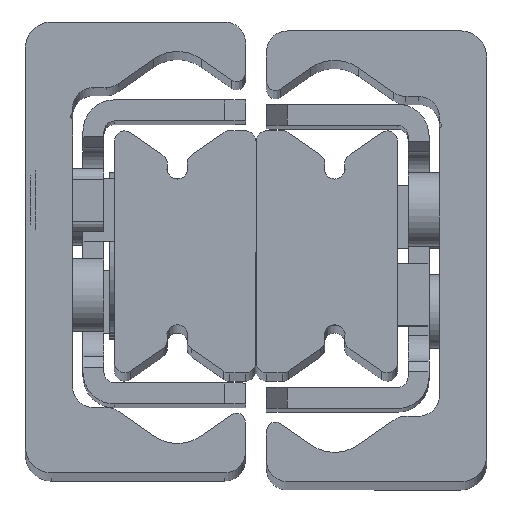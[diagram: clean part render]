
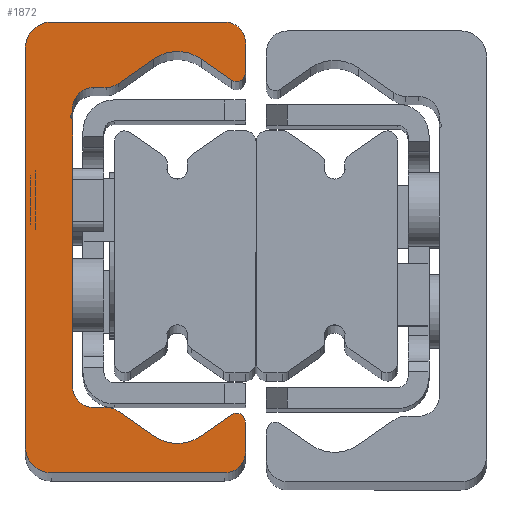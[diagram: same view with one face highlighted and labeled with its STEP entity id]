
A CAD part, top view. The second image highlights one B-rep face of the part: STEP entity #1872.
In plain terms, the highlighted planar face has unit normal (0, 0, 1).
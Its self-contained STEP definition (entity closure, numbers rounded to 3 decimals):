
#848=CARTESIAN_POINT('',(2.499,0.,450.0));
#849=VERTEX_POINT('',#848);
#850=CARTESIAN_POINT('',(-0.001,2.5,450.0));
#851=VERTEX_POINT('',#850);
#852=CARTESIAN_POINT('',(2.499,2.5,450.0));
#853=DIRECTION('',(0.0,0.0,-1.0));
#854=DIRECTION('',(-1.0,0.0,0.0));
#855=AXIS2_PLACEMENT_3D('',#852,#853,#854);
#856=CIRCLE('',#855,2.5);
#857=EDGE_CURVE('',#849,#851,#856,.T.);
#890=CARTESIAN_POINT('',(-0.001,40.5,450.0));
#891=VERTEX_POINT('',#890);
#892=CARTESIAN_POINT('',(-0.001,2.5,450.0));
#893=DIRECTION('',(0.0,1.0,0.0));
#894=VECTOR('',#893,38.);
#895=LINE('',#892,#894);
#896=EDGE_CURVE('',#851,#891,#895,.T.);
#951=CARTESIAN_POINT('',(2.499,43.0,450.0));
#952=VERTEX_POINT('',#951);
#953=CARTESIAN_POINT('',(2.499,40.5,450.0));
#954=DIRECTION('',(0.0,0.0,-1.0));
#955=DIRECTION('',(0.0,1.0,0.0));
#956=AXIS2_PLACEMENT_3D('',#953,#954,#955);
#957=CIRCLE('',#956,2.5);
#958=EDGE_CURVE('',#891,#952,#957,.T.);
#984=CARTESIAN_POINT('',(18.999,43.0,450.0));
#985=VERTEX_POINT('',#984);
#986=CARTESIAN_POINT('',(2.499,43.0,450.0));
#987=DIRECTION('',(1.0,0.0,0.0));
#988=VECTOR('',#987,16.5);
#989=LINE('',#986,#988);
#990=EDGE_CURVE('',#952,#985,#989,.T.);
#1015=CARTESIAN_POINT('',(20.999,41.0,450.0));
#1016=VERTEX_POINT('',#1015);
#1017=CARTESIAN_POINT('',(18.999,41.0,450.0));
#1018=DIRECTION('',(0.0,0.0,-1.0));
#1019=DIRECTION('',(1.0,0.0,0.0));
#1020=AXIS2_PLACEMENT_3D('',#1017,#1018,#1019);
#1021=CIRCLE('',#1020,2.);
#1022=EDGE_CURVE('',#985,#1016,#1021,.T.);
#1048=CARTESIAN_POINT('',(20.999,38.15,450.0));
#1049=VERTEX_POINT('',#1048);
#1050=CARTESIAN_POINT('',(20.999,41.0,450.0));
#1051=DIRECTION('',(0.0,-1.0,0.0));
#1052=VECTOR('',#1051,2.85);
#1053=LINE('',#1050,#1052);
#1054=EDGE_CURVE('',#1016,#1049,#1053,.T.);
#1079=CARTESIAN_POINT('',(19.662,37.453,450.0));
#1080=VERTEX_POINT('',#1079);
#1081=CARTESIAN_POINT('',(20.149,38.15,450.0));
#1082=DIRECTION('',(0.0,0.0,-1.0));
#1083=DIRECTION('',(-0.574,-0.819,0.0));
#1084=AXIS2_PLACEMENT_3D('',#1081,#1082,#1083);
#1085=CIRCLE('',#1084,0.85);
#1086=EDGE_CURVE('',#1049,#1080,#1085,.T.);
#1112=CARTESIAN_POINT('',(16.794,39.462,450.0));
#1113=VERTEX_POINT('',#1112);
#1114=CARTESIAN_POINT('',(19.662,37.453,450.0));
#1115=DIRECTION('',(-0.819,0.574,0.0));
#1116=VECTOR('',#1115,3.501);
#1117=LINE('',#1114,#1116);
#1118=EDGE_CURVE('',#1080,#1113,#1117,.T.);
#1143=CARTESIAN_POINT('',(12.205,39.462,450.0));
#1144=VERTEX_POINT('',#1143);
#1145=CARTESIAN_POINT('',(14.499,36.185,450.0));
#1146=DIRECTION('',(0.0,0.0,1.0));
#1147=DIRECTION('',(-0.574,-0.819,0.0));
#1148=AXIS2_PLACEMENT_3D('',#1145,#1146,#1147);
#1149=CIRCLE('',#1148,4.);
#1150=EDGE_CURVE('',#1113,#1144,#1149,.T.);
#1176=CARTESIAN_POINT('',(8.849,37.112,450.0));
#1177=VERTEX_POINT('',#1176);
#1178=CARTESIAN_POINT('',(12.205,39.462,450.0));
#1179=DIRECTION('',(-0.819,-0.574,0.0));
#1180=VECTOR('',#1179,4.097);
#1181=LINE('',#1178,#1180);
#1182=EDGE_CURVE('',#1144,#1177,#1181,.T.);
#1207=CARTESIAN_POINT('',(7.702,36.75,450.0));
#1208=VERTEX_POINT('',#1207);
#1209=CARTESIAN_POINT('',(7.702,38.75,450.0));
#1210=DIRECTION('',(0.0,0.0,-1.0));
#1211=DIRECTION('',(0.0,-1.0,0.0));
#1212=AXIS2_PLACEMENT_3D('',#1209,#1210,#1211);
#1213=CIRCLE('',#1212,2.);
#1214=EDGE_CURVE('',#1177,#1208,#1213,.T.);
#1240=CARTESIAN_POINT('',(6.499,36.75,450.0));
#1241=VERTEX_POINT('',#1240);
#1242=CARTESIAN_POINT('',(7.702,36.75,450.0));
#1243=DIRECTION('',(-1.0,0.0,0.0));
#1244=VECTOR('',#1243,1.203);
#1245=LINE('',#1242,#1244);
#1246=EDGE_CURVE('',#1208,#1241,#1245,.T.);
#1271=CARTESIAN_POINT('',(4.499,34.75,450.0));
#1272=VERTEX_POINT('',#1271);
#1273=CARTESIAN_POINT('',(6.499,34.75,450.0));
#1274=DIRECTION('',(0.0,0.0,1.0));
#1275=DIRECTION('',(0.0,-1.0,0.0));
#1276=AXIS2_PLACEMENT_3D('',#1273,#1274,#1275);
#1277=CIRCLE('',#1276,2.0);
#1278=EDGE_CURVE('',#1241,#1272,#1277,.T.);
#1304=CARTESIAN_POINT('',(4.499,34.361,450.0));
#1305=VERTEX_POINT('',#1304);
#1306=CARTESIAN_POINT('',(4.499,34.75,450.0));
#1307=DIRECTION('',(0.0,-1.0,0.0));
#1308=VECTOR('',#1307,0.389);
#1309=LINE('',#1306,#1308);
#1310=EDGE_CURVE('',#1272,#1305,#1309,.T.);
#1335=CARTESIAN_POINT('',(4.411,34.234,450.0));
#1336=VERTEX_POINT('',#1335);
#1337=CARTESIAN_POINT('',(4.363,34.361,450.0));
#1338=DIRECTION('',(0.0,0.0,-1.));
#1339=DIRECTION('',(0.353,-0.936,0.0));
#1340=AXIS2_PLACEMENT_3D('',#1337,#1338,#1339);
#1341=CIRCLE('',#1340,0.136);
#1342=EDGE_CURVE('',#1305,#1336,#1341,.T.);
#1368=CARTESIAN_POINT('',(4.422,33.762,450.0));
#1369=VERTEX_POINT('',#1368);
#1370=CARTESIAN_POINT('',(4.499,34.0,450.0));
#1371=DIRECTION('',(0.0,0.0,1.0));
#1372=DIRECTION('',(0.353,-0.936,0.0));
#1373=AXIS2_PLACEMENT_3D('',#1370,#1371,#1372);
#1374=CIRCLE('',#1373,0.25);
#1375=EDGE_CURVE('',#1336,#1369,#1374,.T.);
#1401=CARTESIAN_POINT('',(4.499,33.656,450.0));
#1402=VERTEX_POINT('',#1401);
#1403=CARTESIAN_POINT('',(4.387,33.656,450.0));
#1404=DIRECTION('',(0.0,0.0,-1.0));
#1405=DIRECTION('',(1.0,0.0,0.0));
#1406=AXIS2_PLACEMENT_3D('',#1403,#1404,#1405);
#1407=CIRCLE('',#1406,0.112);
#1408=EDGE_CURVE('',#1369,#1402,#1407,.T.);
#1434=CARTESIAN_POINT('',(4.499,8.25,450.0));
#1435=VERTEX_POINT('',#1434);
#1436=CARTESIAN_POINT('',(4.499,33.656,450.0));
#1437=DIRECTION('',(0.0,-1.0,0.0));
#1438=VECTOR('',#1437,25.406);
#1439=LINE('',#1436,#1438);
#1440=EDGE_CURVE('',#1402,#1435,#1439,.T.);
#1495=CARTESIAN_POINT('',(6.499,6.25,450.0));
#1496=VERTEX_POINT('',#1495);
#1497=CARTESIAN_POINT('',(6.499,8.25,450.0));
#1498=DIRECTION('',(0.0,0.0,1.0));
#1499=DIRECTION('',(1.0,0.0,0.0));
#1500=AXIS2_PLACEMENT_3D('',#1497,#1498,#1499);
#1501=CIRCLE('',#1500,2.0);
#1502=EDGE_CURVE('',#1435,#1496,#1501,.T.);
#1528=CARTESIAN_POINT('',(7.702,6.25,450.0));
#1529=VERTEX_POINT('',#1528);
#1530=CARTESIAN_POINT('',(6.499,6.25,450.0));
#1531=DIRECTION('',(1.0,0.0,0.0));
#1532=VECTOR('',#1531,1.203);
#1533=LINE('',#1530,#1532);
#1534=EDGE_CURVE('',#1496,#1529,#1533,.T.);
#1559=CARTESIAN_POINT('',(8.849,5.888,450.0));
#1560=VERTEX_POINT('',#1559);
#1561=CARTESIAN_POINT('',(7.702,4.25,450.0));
#1562=DIRECTION('',(0.0,0.0,-1.0));
#1563=DIRECTION('',(0.574,0.819,0.0));
#1564=AXIS2_PLACEMENT_3D('',#1561,#1562,#1563);
#1565=CIRCLE('',#1564,2.);
#1566=EDGE_CURVE('',#1529,#1560,#1565,.T.);
#1592=CARTESIAN_POINT('',(12.205,3.538,450.0));
#1593=VERTEX_POINT('',#1592);
#1594=CARTESIAN_POINT('',(8.849,5.888,450.0));
#1595=DIRECTION('',(0.819,-0.574,0.0));
#1596=VECTOR('',#1595,4.097);
#1597=LINE('',#1594,#1596);
#1598=EDGE_CURVE('',#1560,#1593,#1597,.T.);
#1623=CARTESIAN_POINT('',(16.794,3.538,450.0));
#1624=VERTEX_POINT('',#1623);
#1625=CARTESIAN_POINT('',(14.499,6.815,450.0));
#1626=DIRECTION('',(0.0,0.0,1.0));
#1627=DIRECTION('',(0.574,0.819,0.0));
#1628=AXIS2_PLACEMENT_3D('',#1625,#1626,#1627);
#1629=CIRCLE('',#1628,4.);
#1630=EDGE_CURVE('',#1593,#1624,#1629,.T.);
#1656=CARTESIAN_POINT('',(19.662,5.547,450.0));
#1657=VERTEX_POINT('',#1656);
#1658=CARTESIAN_POINT('',(16.794,3.538,450.0));
#1659=DIRECTION('',(0.819,0.574,0.0));
#1660=VECTOR('',#1659,3.501);
#1661=LINE('',#1658,#1660);
#1662=EDGE_CURVE('',#1624,#1657,#1661,.T.);
#1687=CARTESIAN_POINT('',(20.999,4.85,450.0));
#1688=VERTEX_POINT('',#1687);
#1689=CARTESIAN_POINT('',(20.149,4.85,450.0));
#1690=DIRECTION('',(0.0,0.0,-1.0));
#1691=DIRECTION('',(1.0,0.0,0.0));
#1692=AXIS2_PLACEMENT_3D('',#1689,#1690,#1691);
#1693=CIRCLE('',#1692,0.85);
#1694=EDGE_CURVE('',#1657,#1688,#1693,.T.);
#1720=CARTESIAN_POINT('',(20.999,2.,450.0));
#1721=VERTEX_POINT('',#1720);
#1722=CARTESIAN_POINT('',(20.999,4.85,450.0));
#1723=DIRECTION('',(0.0,-1.0,0.0));
#1724=VECTOR('',#1723,2.85);
#1725=LINE('',#1722,#1724);
#1726=EDGE_CURVE('',#1688,#1721,#1725,.T.);
#1751=CARTESIAN_POINT('',(18.999,0.,450.0));
#1752=VERTEX_POINT('',#1751);
#1753=CARTESIAN_POINT('',(18.999,2.,450.0));
#1754=DIRECTION('',(0.0,0.0,-1.0));
#1755=DIRECTION('',(0.0,-1.0,0.0));
#1756=AXIS2_PLACEMENT_3D('',#1753,#1754,#1755);
#1757=CIRCLE('',#1756,2.);
#1758=EDGE_CURVE('',#1721,#1752,#1757,.T.);
#1784=CARTESIAN_POINT('',(18.999,0.,450.0));
#1785=DIRECTION('',(-1.0,0.0,0.0));
#1786=VECTOR('',#1785,16.5);
#1787=LINE('',#1784,#1786);
#1788=EDGE_CURVE('',#1752,#849,#1787,.T.);
#1837=CARTESIAN_POINT('',(7.822,21.517,450.0));
#1838=DIRECTION('',(0.0,0.0,1.0));
#1839=DIRECTION('',(1.0,0.0,0.0));
#1840=AXIS2_PLACEMENT_3D('',#1837,#1838,#1839);
#1841=PLANE('',#1840);
#1842=ORIENTED_EDGE('',*,*,#857,.F.);
#1843=ORIENTED_EDGE('',*,*,#1788,.F.);
#1844=ORIENTED_EDGE('',*,*,#1758,.F.);
#1845=ORIENTED_EDGE('',*,*,#1726,.F.);
#1846=ORIENTED_EDGE('',*,*,#1694,.F.);
#1847=ORIENTED_EDGE('',*,*,#1662,.F.);
#1848=ORIENTED_EDGE('',*,*,#1630,.F.);
#1849=ORIENTED_EDGE('',*,*,#1598,.F.);
#1850=ORIENTED_EDGE('',*,*,#1566,.F.);
#1851=ORIENTED_EDGE('',*,*,#1534,.F.);
#1852=ORIENTED_EDGE('',*,*,#1502,.F.);
#1853=ORIENTED_EDGE('',*,*,#1440,.F.);
#1854=ORIENTED_EDGE('',*,*,#1408,.F.);
#1855=ORIENTED_EDGE('',*,*,#1375,.F.);
#1856=ORIENTED_EDGE('',*,*,#1342,.F.);
#1857=ORIENTED_EDGE('',*,*,#1310,.F.);
#1858=ORIENTED_EDGE('',*,*,#1278,.F.);
#1859=ORIENTED_EDGE('',*,*,#1246,.F.);
#1860=ORIENTED_EDGE('',*,*,#1214,.F.);
#1861=ORIENTED_EDGE('',*,*,#1182,.F.);
#1862=ORIENTED_EDGE('',*,*,#1150,.F.);
#1863=ORIENTED_EDGE('',*,*,#1118,.F.);
#1864=ORIENTED_EDGE('',*,*,#1086,.F.);
#1865=ORIENTED_EDGE('',*,*,#1054,.F.);
#1866=ORIENTED_EDGE('',*,*,#1022,.F.);
#1867=ORIENTED_EDGE('',*,*,#990,.F.);
#1868=ORIENTED_EDGE('',*,*,#958,.F.);
#1869=ORIENTED_EDGE('',*,*,#896,.F.);
#1870=EDGE_LOOP('',(#1842,#1843,#1844,#1845,#1846,#1847,#1848,#1849,#1850,#1851,#1852,#1853,#1854,#1855,#1856,#1857,#1858,#1859,#1860,#1861,#1862,#1863,#1864,#1865,#1866,#1867,#1868,#1869));
#1871=FACE_OUTER_BOUND('',#1870,.T.);
#1872=ADVANCED_FACE('',(#1871),#1841,.T.);
